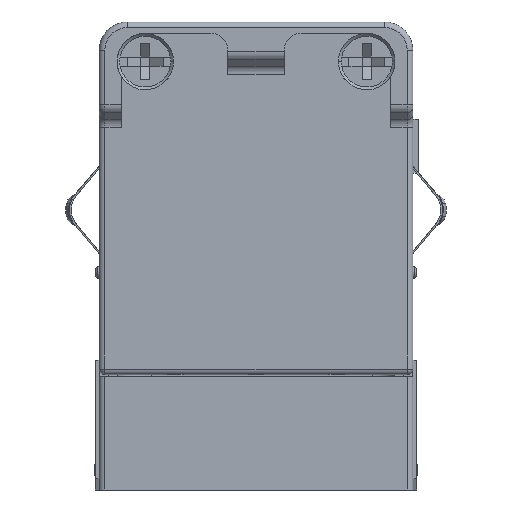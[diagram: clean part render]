
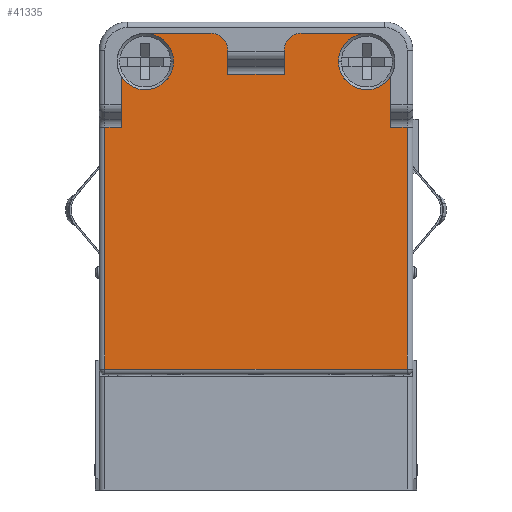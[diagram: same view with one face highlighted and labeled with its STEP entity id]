
A CAD part, front view. The second image highlights one B-rep face of the part: STEP entity #41335.
In plain terms, the highlighted planar face has unit normal (0, -1, 0).
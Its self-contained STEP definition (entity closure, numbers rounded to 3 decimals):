
#7713=DIRECTION('',(0.,0.,-1.));
#7714=VECTOR('',#7713,4.458);
#7715=CARTESIAN_POINT('',(-11.9,-5.75,8.544));
#7716=LINE('',#7715,#7714);
#7819=DIRECTION('',(0.,0.,-1.));
#7820=VECTOR('',#7819,2.114);
#7821=CARTESIAN_POINT('',(2.5,-5.75,10.9));
#7822=LINE('',#7821,#7820);
#7862=DIRECTION('',(-1.,0.,0.));
#7863=VECTOR('',#7862,5.8);
#7864=CARTESIAN_POINT('',(9.8,-5.75,12.4));
#7865=LINE('',#7864,#7863);
#7943=CARTESIAN_POINT('',(4.,-5.75,10.9));
#7944=DIRECTION('',(0.,1.,0.));
#7945=DIRECTION('',(-1.,0.,0.));
#7946=AXIS2_PLACEMENT_3D('',#7943,#7944,#7945);
#7951=CARTESIAN_POINT('',(9.8,-5.75,9.9));
#7952=DIRECTION('',(0.,-1.,0.));
#7953=DIRECTION('',(0.,0.,1.));
#7954=AXIS2_PLACEMENT_3D('',#7951,#7952,#7953);
#7959=CARTESIAN_POINT('',(9.8,-5.75,9.9));
#7960=DIRECTION('',(0.,-1.,0.));
#7961=DIRECTION('',(-1.,0.,0.));
#7962=AXIS2_PLACEMENT_3D('',#7959,#7960,#7961);
#7967=CARTESIAN_POINT('',(-9.8,-5.75,9.9));
#7968=DIRECTION('',(0.,-1.,0.));
#7969=DIRECTION('',(-0.84,0.,-0.543));
#7970=AXIS2_PLACEMENT_3D('',#7967,#7968,#7969);
#7975=CARTESIAN_POINT('',(-9.8,-5.75,9.9));
#7976=DIRECTION('',(0.,-1.,0.));
#7977=DIRECTION('',(1.,0.,0.));
#7978=AXIS2_PLACEMENT_3D('',#7975,#7976,#7977);
#7983=CARTESIAN_POINT('',(-4.,-5.75,10.9));
#7984=DIRECTION('',(0.,1.,0.));
#7985=DIRECTION('',(0.,0.,1.));
#7986=AXIS2_PLACEMENT_3D('',#7983,#7984,#7985);
#7991=DIRECTION('',(-1.,0.,0.));
#7992=VECTOR('',#7991,5.);
#7993=CARTESIAN_POINT('',(2.5,-5.75,8.786));
#7994=LINE('',#7993,#7992);
#8028=DIRECTION('',(0.,0.,1.));
#8029=VECTOR('',#8028,2.114);
#8030=CARTESIAN_POINT('',(-2.5,-5.75,8.786));
#8031=LINE('',#8030,#8029);
#8049=DIRECTION('',(-1.,0.,0.));
#8050=VECTOR('',#8049,5.8);
#8051=CARTESIAN_POINT('',(-4.,-5.75,12.4));
#8052=LINE('',#8051,#8050);
#8564=DIRECTION('',(0.,0.,1.));
#8565=VECTOR('',#8564,4.458);
#8566=CARTESIAN_POINT('',(11.9,-5.75,4.086));
#8567=LINE('',#8566,#8565);
#8730=DIRECTION('',(0.,0.,1.));
#8731=VECTOR('',#8730,21.386);
#8732=CARTESIAN_POINT('',(13.375,-5.75,-17.3));
#8733=LINE('',#8732,#8731);
#8796=DIRECTION('',(1.,0.,0.));
#8797=VECTOR('',#8796,26.75);
#8798=CARTESIAN_POINT('',(-13.375,-5.75,-17.3));
#8799=LINE('',#8798,#8797);
#18096=DIRECTION('',(0.,0.,-1.));
#18097=VECTOR('',#18096,21.386);
#18098=CARTESIAN_POINT('',(-13.375,-5.75,4.086));
#18099=LINE('',#18098,#18097);
#18134=DIRECTION('',(-1.,0.,0.));
#18135=VECTOR('',#18134,1.475);
#18136=CARTESIAN_POINT('',(-11.9,-5.75,4.086));
#18137=LINE('',#18136,#18135);
#18183=DIRECTION('',(-1.,0.,0.));
#18184=VECTOR('',#18183,1.475);
#18185=CARTESIAN_POINT('',(13.375,-5.75,4.086));
#18186=LINE('',#18185,#18184);
#32305=CARTESIAN_POINT('',(-11.9,-5.75,8.544));
#32306=VERTEX_POINT('',#32305);
#32307=CARTESIAN_POINT('',(-11.9,-5.75,4.086));
#32308=VERTEX_POINT('',#32307);
#32341=CARTESIAN_POINT('',(2.5,-5.75,10.9));
#32342=VERTEX_POINT('',#32341);
#32343=CARTESIAN_POINT('',(2.5,-5.75,8.786));
#32344=VERTEX_POINT('',#32343);
#32347=CARTESIAN_POINT('',(4.,-5.75,12.4));
#32348=VERTEX_POINT('',#32347);
#32349=CARTESIAN_POINT('',(9.8,-5.75,12.4));
#32350=VERTEX_POINT('',#32349);
#32357=CARTESIAN_POINT('',(7.3,-5.75,9.9));
#32358=VERTEX_POINT('',#32357);
#32359=CARTESIAN_POINT('',(11.9,-5.75,8.544));
#32360=VERTEX_POINT('',#32359);
#32367=CARTESIAN_POINT('',(-2.5,-5.75,8.786));
#32368=VERTEX_POINT('',#32367);
#32369=CARTESIAN_POINT('',(11.9,-5.75,4.086));
#32370=VERTEX_POINT('',#32369);
#32371=CARTESIAN_POINT('',(13.375,-5.75,4.086));
#32372=VERTEX_POINT('',#32371);
#32373=CARTESIAN_POINT('',(13.375,-5.75,-17.3));
#32374=VERTEX_POINT('',#32373);
#32375=CARTESIAN_POINT('',(-13.375,-5.75,-17.3));
#32376=VERTEX_POINT('',#32375);
#32377=CARTESIAN_POINT('',(-13.375,-5.75,4.086));
#32378=VERTEX_POINT('',#32377);
#32379=CARTESIAN_POINT('',(-7.3,-5.75,9.9));
#32380=VERTEX_POINT('',#32379);
#32381=CARTESIAN_POINT('',(-9.8,-5.75,12.4));
#32382=VERTEX_POINT('',#32381);
#32383=CARTESIAN_POINT('',(-4.,-5.75,12.4));
#32384=VERTEX_POINT('',#32383);
#32385=CARTESIAN_POINT('',(-2.5,-5.75,10.9));
#32386=VERTEX_POINT('',#32385);
#41298=CARTESIAN_POINT('',(0.,-5.75,-2.45));
#41299=DIRECTION('',(0.,1.,0.));
#41300=DIRECTION('',(-1.,0.,0.));
#41301=AXIS2_PLACEMENT_3D('',#41298,#41299,#41300);
#41302=PLANE('',#41301);
#41304=ORIENTED_EDGE('',*,*,#41303,.F.);
#41305=ORIENTED_EDGE('',*,*,#41193,.F.);
#41306=ORIENTED_EDGE('',*,*,#41209,.T.);
#41307=ORIENTED_EDGE('',*,*,#41225,.F.);
#41308=ORIENTED_EDGE('',*,*,#41241,.T.);
#41309=ORIENTED_EDGE('',*,*,#41292,.T.);
#41311=ORIENTED_EDGE('',*,*,#41310,.F.);
#41313=ORIENTED_EDGE('',*,*,#41312,.F.);
#41315=ORIENTED_EDGE('',*,*,#41314,.F.);
#41317=ORIENTED_EDGE('',*,*,#41316,.F.);
#41319=ORIENTED_EDGE('',*,*,#41318,.F.);
#41321=ORIENTED_EDGE('',*,*,#41320,.F.);
#41322=ORIENTED_EDGE('',*,*,#41120,.F.);
#41324=ORIENTED_EDGE('',*,*,#41323,.T.);
#41326=ORIENTED_EDGE('',*,*,#41325,.T.);
#41328=ORIENTED_EDGE('',*,*,#41327,.F.);
#41330=ORIENTED_EDGE('',*,*,#41329,.T.);
#41332=ORIENTED_EDGE('',*,*,#41331,.F.);
#41333=EDGE_LOOP('',(#41304,#41305,#41306,#41307,#41308,#41309,#41311,#41313,
#41315,#41317,#41319,#41321,#41322,#41324,#41326,#41328,#41330,#41332));
#41334=FACE_OUTER_BOUND('',#41333,.F.);
#41335=ADVANCED_FACE('',(#41334),#41302,.F.);
#7947=CIRCLE('',#7946,1.5);
#7955=CIRCLE('',#7954,2.5);
#7963=CIRCLE('',#7962,2.5);
#7971=CIRCLE('',#7970,2.5);
#7979=CIRCLE('',#7978,2.5);
#7987=CIRCLE('',#7986,1.5);
#41120=EDGE_CURVE('',#32306,#32308,#7716,.T.);
#41193=EDGE_CURVE('',#32342,#32344,#7822,.T.);
#41209=EDGE_CURVE('',#32342,#32348,#7947,.T.);
#41225=EDGE_CURVE('',#32350,#32348,#7865,.T.);
#41241=EDGE_CURVE('',#32350,#32358,#7955,.T.);
#41292=EDGE_CURVE('',#32358,#32360,#7963,.T.);
#41303=EDGE_CURVE('',#32344,#32368,#7994,.T.);
#41310=EDGE_CURVE('',#32370,#32360,#8567,.T.);
#41312=EDGE_CURVE('',#32372,#32370,#18186,.T.);
#41314=EDGE_CURVE('',#32374,#32372,#8733,.T.);
#41316=EDGE_CURVE('',#32376,#32374,#8799,.T.);
#41318=EDGE_CURVE('',#32378,#32376,#18099,.T.);
#41320=EDGE_CURVE('',#32308,#32378,#18137,.T.);
#41323=EDGE_CURVE('',#32306,#32380,#7971,.T.);
#41325=EDGE_CURVE('',#32380,#32382,#7979,.T.);
#41327=EDGE_CURVE('',#32384,#32382,#8052,.T.);
#41329=EDGE_CURVE('',#32384,#32386,#7987,.T.);
#41331=EDGE_CURVE('',#32368,#32386,#8031,.T.);
